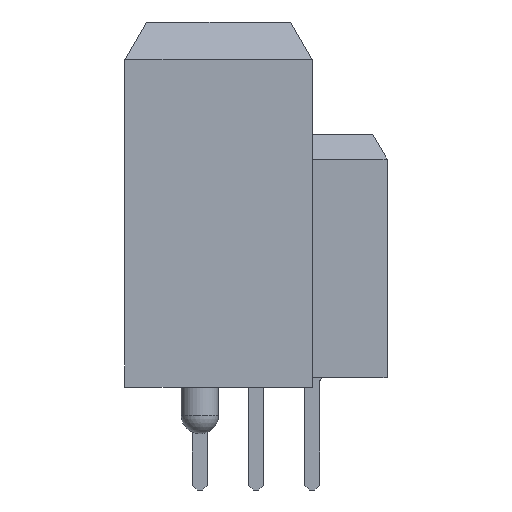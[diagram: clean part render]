
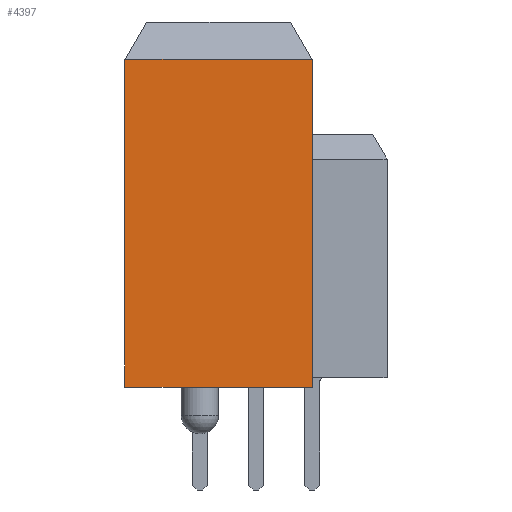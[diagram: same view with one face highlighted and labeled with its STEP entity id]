
A CAD part, left-side view. The second image highlights one B-rep face of the part: STEP entity #4397.
In plain terms, the highlighted planar face has unit normal (-1, 0, 0).
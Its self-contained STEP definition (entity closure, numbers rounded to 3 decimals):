
#275=ORIENTED_EDGE('',*,*,#1580,.T.);
#276=ORIENTED_EDGE('',*,*,#1574,.F.);
#277=ORIENTED_EDGE('',*,*,#1539,.F.);
#278=ORIENTED_EDGE('',*,*,#1548,.T.);
#1539=EDGE_CURVE('',#2198,#2199,#2636,.T.);
#1548=EDGE_CURVE('',#2198,#2207,#2645,.T.);
#1574=EDGE_CURVE('',#2199,#2223,#2671,.T.);
#1580=EDGE_CURVE('',#2207,#2223,#2677,.T.);
#2198=VERTEX_POINT('',#6267);
#2199=VERTEX_POINT('',#6268);
#2207=VERTEX_POINT('',#6286);
#2223=VERTEX_POINT('',#6336);
#2636=LINE('',#6266,#3197);
#2645=LINE('',#6287,#3206);
#2671=LINE('',#6335,#3232);
#2677=LINE('',#6347,#3238);
#3197=VECTOR('',#5021,1000.);
#3206=VECTOR('',#5034,1000.);
#3232=VECTOR('',#5074,1000.);
#3238=VECTOR('',#5082,1000.);
#3736=EDGE_LOOP('',(#275,#276,#277,#278));
#3975=FACE_BOUND('',#3736,.T.);
#4210=PLANE('',#4656);
#4397=ADVANCED_FACE('',(#3975),#4210,.F.);
#4656=AXIS2_PLACEMENT_3D('',#6346,#5080,#5081);
#5021=DIRECTION('',(0.,-1.,0.));
#5034=DIRECTION('',(0.,0.,-1.));
#5074=DIRECTION('',(0.,0.,-1.));
#5080=DIRECTION('',(1.,0.,0.));
#5081=DIRECTION('',(0.,0.,-1.));
#5082=DIRECTION('',(0.,-1.,0.));
#6266=CARTESIAN_POINT('',(-7.19,1.5,9.75));
#6267=CARTESIAN_POINT('',(-7.19,1.5,9.75));
#6268=CARTESIAN_POINT('',(-7.19,-3.5,9.75));
#6286=CARTESIAN_POINT('',(-7.19,1.5,1.));
#6287=CARTESIAN_POINT('',(-7.19,1.5,9.75));
#6335=CARTESIAN_POINT('',(-7.19,-3.5,9.75));
#6336=CARTESIAN_POINT('',(-7.19,-3.5,1.));
#6346=CARTESIAN_POINT('',(-7.19,1.5,9.75));
#6347=CARTESIAN_POINT('',(-7.19,4.5,1.));
